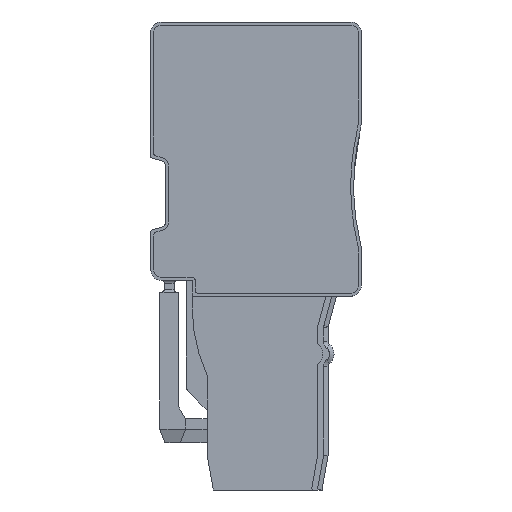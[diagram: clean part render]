
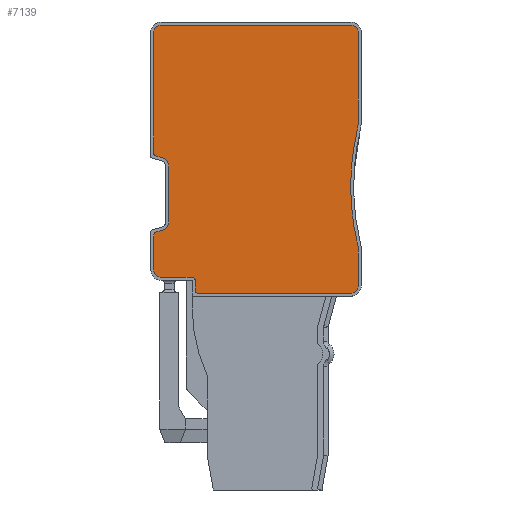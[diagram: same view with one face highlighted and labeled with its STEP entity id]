
A CAD part, left-side view. The second image highlights one B-rep face of the part: STEP entity #7139.
In plain terms, the highlighted planar face has unit normal (-1, 0, 0).
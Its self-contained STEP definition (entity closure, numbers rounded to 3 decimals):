
#5585=AXIS2_PLACEMENT_3D('Circle Axis2P3D',#5583,#5584,$) ;
#5633=AXIS2_PLACEMENT_3D('Circle Axis2P3D',#5631,#5632,$) ;
#5681=AXIS2_PLACEMENT_3D('Circle Axis2P3D',#5679,#5680,$) ;
#5754=AXIS2_PLACEMENT_3D('Circle Axis2P3D',#5752,#5753,$) ;
#5778=AXIS2_PLACEMENT_3D('Circle Axis2P3D',#5776,#5777,$) ;
#5802=AXIS2_PLACEMENT_3D('Circle Axis2P3D',#5800,#5801,$) ;
#5850=AXIS2_PLACEMENT_3D('Circle Axis2P3D',#5848,#5849,$) ;
#5898=AXIS2_PLACEMENT_3D('Circle Axis2P3D',#5896,#5897,$) ;
#5946=AXIS2_PLACEMENT_3D('Circle Axis2P3D',#5944,#5945,$) ;
#5994=AXIS2_PLACEMENT_3D('Circle Axis2P3D',#5992,#5993,$) ;
#6092=AXIS2_PLACEMENT_3D('Circle Axis2P3D',#6090,#6091,$) ;
#6140=AXIS2_PLACEMENT_3D('Circle Axis2P3D',#6138,#6139,$) ;
#7110=AXIS2_PLACEMENT_3D('Plane Axis2P3D',#7107,#7108,#7109) ;
#5556=CARTESIAN_POINT('Vertex',(0.,13.18,22.079)) ;
#5559=CARTESIAN_POINT('Line Origine',(0.,13.421,22.157)) ;
#5563=CARTESIAN_POINT('Vertex',(0.,13.662,22.235)) ;
#5583=CARTESIAN_POINT('Axis2P3D Location',(0.,13.6,22.426)) ;
#5587=CARTESIAN_POINT('Vertex',(0.,13.8,22.426)) ;
#5607=CARTESIAN_POINT('Line Origine',(0.,13.8,26.438)) ;
#5611=CARTESIAN_POINT('Vertex',(0.,13.8,30.45)) ;
#5631=CARTESIAN_POINT('Axis2P3D Location',(0.,13.3,30.45)) ;
#5635=CARTESIAN_POINT('Vertex',(0.,13.3,30.95)) ;
#5655=CARTESIAN_POINT('Line Origine',(0.,7.,30.95)) ;
#5659=CARTESIAN_POINT('Vertex',(0.,0.7,30.95)) ;
#5679=CARTESIAN_POINT('Axis2P3D Location',(0.,0.7,30.45)) ;
#5683=CARTESIAN_POINT('Vertex',(0.,0.2,30.45)) ;
#5703=CARTESIAN_POINT('Line Origine',(0.,0.2,27.5)) ;
#5707=CARTESIAN_POINT('Vertex',(0.,0.2,24.55)) ;
#5728=CARTESIAN_POINT('Control Point',(0.,0.278,23.876)) ;
#5729=CARTESIAN_POINT('Control Point',(0.,0.226,24.096)) ;
#5730=CARTESIAN_POINT('Control Point',(0.,0.2,24.323)) ;
#5731=CARTESIAN_POINT('Control Point',(0.,0.2,24.55)) ;
#5732=CARTESIAN_POINT('Vertex',(0.,0.278,23.876)) ;
#5752=CARTESIAN_POINT('Axis2P3D Location',(0.,-15.5,20.2)) ;
#5756=CARTESIAN_POINT('Vertex',(0.,0.7,20.2)) ;
#5776=CARTESIAN_POINT('Axis2P3D Location',(0.,-15.5,20.2)) ;
#5780=CARTESIAN_POINT('Vertex',(0.,0.206,16.23)) ;
#5800=CARTESIAN_POINT('Axis2P3D Location',(0.,0.4,16.181)) ;
#5804=CARTESIAN_POINT('Vertex',(0.,0.2,16.181)) ;
#5824=CARTESIAN_POINT('Line Origine',(0.,0.2,14.891)) ;
#5828=CARTESIAN_POINT('Vertex',(0.,0.2,13.6)) ;
#5848=CARTESIAN_POINT('Axis2P3D Location',(0.,0.7,13.6)) ;
#5852=CARTESIAN_POINT('Vertex',(0.,0.7,13.1)) ;
#5872=CARTESIAN_POINT('Line Origine',(0.,5.775,13.1)) ;
#5876=CARTESIAN_POINT('Vertex',(0.,10.85,13.1)) ;
#5896=CARTESIAN_POINT('Axis2P3D Location',(0.,10.85,13.3)) ;
#5900=CARTESIAN_POINT('Vertex',(0.,11.05,13.3)) ;
#5920=CARTESIAN_POINT('Line Origine',(0.,11.05,13.625)) ;
#5924=CARTESIAN_POINT('Vertex',(0.,11.05,13.95)) ;
#5944=CARTESIAN_POINT('Axis2P3D Location',(0.,11.25,13.95)) ;
#5948=CARTESIAN_POINT('Vertex',(0.,11.25,14.15)) ;
#5968=CARTESIAN_POINT('Line Origine',(0.,12.275,14.15)) ;
#5972=CARTESIAN_POINT('Vertex',(0.,13.3,14.15)) ;
#5992=CARTESIAN_POINT('Axis2P3D Location',(0.,13.3,14.65)) ;
#5996=CARTESIAN_POINT('Vertex',(0.,13.8,14.65)) ;
#6016=CARTESIAN_POINT('Line Origine',(0.,13.8,15.812)) ;
#6020=CARTESIAN_POINT('Vertex',(0.,13.8,16.974)) ;
#6041=CARTESIAN_POINT('Control Point',(0.,13.662,17.165)) ;
#6042=CARTESIAN_POINT('Control Point',(0.,13.722,17.145)) ;
#6043=CARTESIAN_POINT('Control Point',(0.,13.773,17.1)) ;
#6044=CARTESIAN_POINT('Control Point',(0.,13.8,17.037)) ;
#6045=CARTESIAN_POINT('Control Point',(0.,13.8,16.974)) ;
#6046=CARTESIAN_POINT('Vertex',(0.,13.662,17.165)) ;
#6066=CARTESIAN_POINT('Line Origine',(0.,13.421,17.243)) ;
#6070=CARTESIAN_POINT('Vertex',(0.,13.18,17.321)) ;
#6090=CARTESIAN_POINT('Axis2P3D Location',(0.,13.35,17.844)) ;
#6094=CARTESIAN_POINT('Vertex',(0.,12.8,17.844)) ;
#6114=CARTESIAN_POINT('Line Origine',(0.,12.8,19.7)) ;
#6118=CARTESIAN_POINT('Vertex',(0.,12.8,21.556)) ;
#6138=CARTESIAN_POINT('Axis2P3D Location',(0.,13.35,21.556)) ;
#7107=CARTESIAN_POINT('Axis2P3D Location',(0.,6.8,12.9)) ;
#5560=DIRECTION('Vector Direction',(0.,0.951,0.309)) ;
#5584=DIRECTION('Axis2P3D Direction',(-1.,0.,0.)) ;
#5608=DIRECTION('Vector Direction',(0.,0.,1.)) ;
#5632=DIRECTION('Axis2P3D Direction',(-1.,0.,0.)) ;
#5656=DIRECTION('Vector Direction',(0.,-1.,0.)) ;
#5680=DIRECTION('Axis2P3D Direction',(-1.,0.,0.)) ;
#5704=DIRECTION('Vector Direction',(0.,0.,-1.)) ;
#5753=DIRECTION('Axis2P3D Direction',(-1.,0.,0.)) ;
#5777=DIRECTION('Axis2P3D Direction',(-1.,0.,0.)) ;
#5801=DIRECTION('Axis2P3D Direction',(-1.,0.,0.)) ;
#5825=DIRECTION('Vector Direction',(0.,0.,-1.)) ;
#5849=DIRECTION('Axis2P3D Direction',(-1.,0.,0.)) ;
#5873=DIRECTION('Vector Direction',(0.,1.,0.)) ;
#5897=DIRECTION('Axis2P3D Direction',(-1.,0.,0.)) ;
#5921=DIRECTION('Vector Direction',(0.,0.,1.)) ;
#5945=DIRECTION('Axis2P3D Direction',(-1.,0.,0.)) ;
#5969=DIRECTION('Vector Direction',(0.,1.,0.)) ;
#5993=DIRECTION('Axis2P3D Direction',(-1.,0.,0.)) ;
#6017=DIRECTION('Vector Direction',(0.,0.,1.)) ;
#6067=DIRECTION('Vector Direction',(0.,-0.951,0.309)) ;
#6091=DIRECTION('Axis2P3D Direction',(-1.,0.,0.)) ;
#6115=DIRECTION('Vector Direction',(0.,0.,1.)) ;
#6139=DIRECTION('Axis2P3D Direction',(-1.,0.,0.)) ;
#7108=DIRECTION('Axis2P3D Direction',(1.,0.,-0.)) ;
#7109=DIRECTION('Axis2P3D XDirection',(0.,1.,0.)) ;
#5561=VECTOR('Line Direction',#5560,1.) ;
#5609=VECTOR('Line Direction',#5608,1.) ;
#5657=VECTOR('Line Direction',#5656,1.) ;
#5705=VECTOR('Line Direction',#5704,1.) ;
#5826=VECTOR('Line Direction',#5825,1.) ;
#5874=VECTOR('Line Direction',#5873,1.) ;
#5922=VECTOR('Line Direction',#5921,1.) ;
#5970=VECTOR('Line Direction',#5969,1.) ;
#6018=VECTOR('Line Direction',#6017,1.) ;
#6068=VECTOR('Line Direction',#6067,1.) ;
#6116=VECTOR('Line Direction',#6115,1.) ;
#7113=ORIENTED_EDGE('',*,*,#5565,.F.) ;
#7114=ORIENTED_EDGE('',*,*,#6142,.F.) ;
#7115=ORIENTED_EDGE('',*,*,#6120,.F.) ;
#7116=ORIENTED_EDGE('',*,*,#6096,.F.) ;
#7117=ORIENTED_EDGE('',*,*,#6072,.F.) ;
#7118=ORIENTED_EDGE('',*,*,#6048,.F.) ;
#7119=ORIENTED_EDGE('',*,*,#6022,.F.) ;
#7120=ORIENTED_EDGE('',*,*,#5998,.F.) ;
#7121=ORIENTED_EDGE('',*,*,#5974,.F.) ;
#7122=ORIENTED_EDGE('',*,*,#5950,.F.) ;
#7123=ORIENTED_EDGE('',*,*,#5926,.F.) ;
#7124=ORIENTED_EDGE('',*,*,#5902,.F.) ;
#7125=ORIENTED_EDGE('',*,*,#5878,.F.) ;
#7126=ORIENTED_EDGE('',*,*,#5854,.F.) ;
#7127=ORIENTED_EDGE('',*,*,#5830,.F.) ;
#7128=ORIENTED_EDGE('',*,*,#5806,.F.) ;
#7129=ORIENTED_EDGE('',*,*,#5782,.F.) ;
#7130=ORIENTED_EDGE('',*,*,#5758,.F.) ;
#7131=ORIENTED_EDGE('',*,*,#5734,.F.) ;
#7132=ORIENTED_EDGE('',*,*,#5709,.F.) ;
#7133=ORIENTED_EDGE('',*,*,#5685,.F.) ;
#7134=ORIENTED_EDGE('',*,*,#5661,.F.) ;
#7135=ORIENTED_EDGE('',*,*,#5637,.F.) ;
#7136=ORIENTED_EDGE('',*,*,#5613,.F.) ;
#7137=ORIENTED_EDGE('',*,*,#5589,.F.) ;
#7139=ADVANCED_FACE('Brep With Voids',(#7138),#7111,.F.) ;
#5727=B_SPLINE_CURVE_WITH_KNOTS('',3,(#5728,#5729,#5730,#5731),.UNSPECIFIED.,.F.,.U.,(4,4),(-0.34,0.34),.UNSPECIFIED.) ;
#6040=B_SPLINE_CURVE_WITH_KNOTS('',4,(#6041,#6042,#6043,#6044,#6045),.UNSPECIFIED.,.F.,.U.,(5,5),(-0.126,0.126),.UNSPECIFIED.) ;
#5586=CIRCLE('generated circle',#5585,0.2) ;
#5634=CIRCLE('generated circle',#5633,0.5) ;
#5682=CIRCLE('generated circle',#5681,0.5) ;
#5755=CIRCLE('generated circle',#5754,16.2) ;
#5779=CIRCLE('generated circle',#5778,16.2) ;
#5803=CIRCLE('generated circle',#5802,0.2) ;
#5851=CIRCLE('generated circle',#5850,0.5) ;
#5899=CIRCLE('generated circle',#5898,0.2) ;
#5947=CIRCLE('generated circle',#5946,0.2) ;
#5995=CIRCLE('generated circle',#5994,0.5) ;
#6093=CIRCLE('generated circle',#6092,0.55) ;
#6141=CIRCLE('generated circle',#6140,0.55) ;
#5565=EDGE_CURVE('',#5557,#5564,#5562,.T.) ;
#5589=EDGE_CURVE('',#5564,#5588,#5586,.F.) ;
#5613=EDGE_CURVE('',#5588,#5612,#5610,.T.) ;
#5637=EDGE_CURVE('',#5612,#5636,#5634,.F.) ;
#5661=EDGE_CURVE('',#5636,#5660,#5658,.T.) ;
#5685=EDGE_CURVE('',#5660,#5684,#5682,.F.) ;
#5709=EDGE_CURVE('',#5684,#5708,#5706,.T.) ;
#5734=EDGE_CURVE('',#5708,#5733,#5727,.F.) ;
#5758=EDGE_CURVE('',#5733,#5757,#5755,.T.) ;
#5782=EDGE_CURVE('',#5757,#5781,#5779,.T.) ;
#5806=EDGE_CURVE('',#5781,#5805,#5803,.F.) ;
#5830=EDGE_CURVE('',#5805,#5829,#5827,.T.) ;
#5854=EDGE_CURVE('',#5829,#5853,#5851,.F.) ;
#5878=EDGE_CURVE('',#5853,#5877,#5875,.T.) ;
#5902=EDGE_CURVE('',#5877,#5901,#5899,.F.) ;
#5926=EDGE_CURVE('',#5901,#5925,#5923,.T.) ;
#5950=EDGE_CURVE('',#5925,#5949,#5947,.T.) ;
#5974=EDGE_CURVE('',#5949,#5973,#5971,.T.) ;
#5998=EDGE_CURVE('',#5973,#5997,#5995,.F.) ;
#6022=EDGE_CURVE('',#5997,#6021,#6019,.T.) ;
#6048=EDGE_CURVE('',#6021,#6047,#6040,.F.) ;
#6072=EDGE_CURVE('',#6047,#6071,#6069,.T.) ;
#6096=EDGE_CURVE('',#6071,#6095,#6093,.T.) ;
#6120=EDGE_CURVE('',#6095,#6119,#6117,.T.) ;
#6142=EDGE_CURVE('',#6119,#5557,#6141,.T.) ;
#7112=EDGE_LOOP('',(#7113,#7114,#7115,#7116,#7117,#7118,#7119,#7120,#7121,#7122,#7123,#7124,#7125,#7126,#7127,#7128,#7129,#7130,#7131,#7132,#7133,#7134,#7135,#7136,#7137)) ;
#7138=FACE_OUTER_BOUND('',#7112,.T.) ;
#5562=LINE('Line',#5559,#5561) ;
#5610=LINE('Line',#5607,#5609) ;
#5658=LINE('Line',#5655,#5657) ;
#5706=LINE('Line',#5703,#5705) ;
#5827=LINE('Line',#5824,#5826) ;
#5875=LINE('Line',#5872,#5874) ;
#5923=LINE('Line',#5920,#5922) ;
#5971=LINE('Line',#5968,#5970) ;
#6019=LINE('Line',#6016,#6018) ;
#6069=LINE('Line',#6066,#6068) ;
#6117=LINE('Line',#6114,#6116) ;
#7111=PLANE('',#7110) ;
#5557=VERTEX_POINT('',#5556) ;
#5564=VERTEX_POINT('',#5563) ;
#5588=VERTEX_POINT('',#5587) ;
#5612=VERTEX_POINT('',#5611) ;
#5636=VERTEX_POINT('',#5635) ;
#5660=VERTEX_POINT('',#5659) ;
#5684=VERTEX_POINT('',#5683) ;
#5708=VERTEX_POINT('',#5707) ;
#5733=VERTEX_POINT('',#5732) ;
#5757=VERTEX_POINT('',#5756) ;
#5781=VERTEX_POINT('',#5780) ;
#5805=VERTEX_POINT('',#5804) ;
#5829=VERTEX_POINT('',#5828) ;
#5853=VERTEX_POINT('',#5852) ;
#5877=VERTEX_POINT('',#5876) ;
#5901=VERTEX_POINT('',#5900) ;
#5925=VERTEX_POINT('',#5924) ;
#5949=VERTEX_POINT('',#5948) ;
#5973=VERTEX_POINT('',#5972) ;
#5997=VERTEX_POINT('',#5996) ;
#6021=VERTEX_POINT('',#6020) ;
#6047=VERTEX_POINT('',#6046) ;
#6071=VERTEX_POINT('',#6070) ;
#6095=VERTEX_POINT('',#6094) ;
#6119=VERTEX_POINT('',#6118) ;
